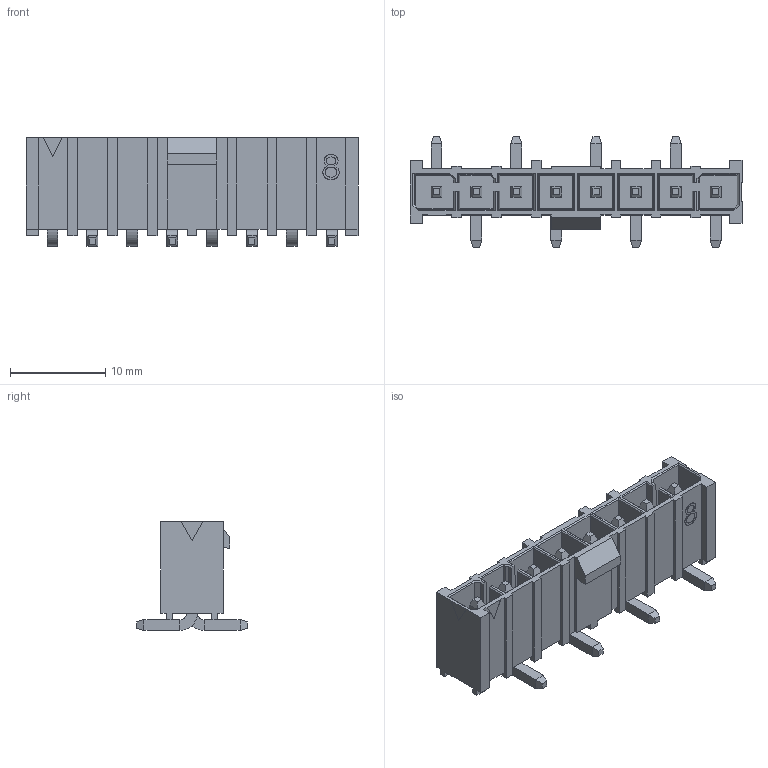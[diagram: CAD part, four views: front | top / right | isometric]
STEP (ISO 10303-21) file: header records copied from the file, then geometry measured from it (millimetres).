
FILE_DESCRIPTION( ('This file contains a STEP AP42 implementation' ,'as created by ZW3D STEP Interface translator.') ,'2;1' );
FILE_NAME( 'WF4191-1FMXXXXBXX.stp' ,'24 1 8.172821', (''), ('ZWCAD Software Co.'), 'Version 1.0', 'ZW3D to STEP translator', '' );
FILE_SCHEMA(('AUTOMOTIVE_DESIGN { 1 0 10303 214 1 1 1 1 }'));
Length unit declared in the file: millimetre
Products named in the file (2): 0; WF4191-1FMXXXXBXX
Bounding box: 34.87 x 11.6 x 11.44 mm (x, y, z)
Volume: 1061.5 mm3; surface area: 2802.6 mm2
Topology: 1 solids, 1 shells, 713 faces, 1854 edges, 1192 vertices
Faces by surface type: plane 670, cylinder 22, bspline 21
Entity records: 22120 total; most frequent: CARTESIAN_POINT 4032, ORIENTED_EDGE 3708, DIRECTION 3253, EDGE_CURVE 1854, VECTOR 1779, LINE 1779, VERTEX_POINT 1192, EDGE_LOOP 762
